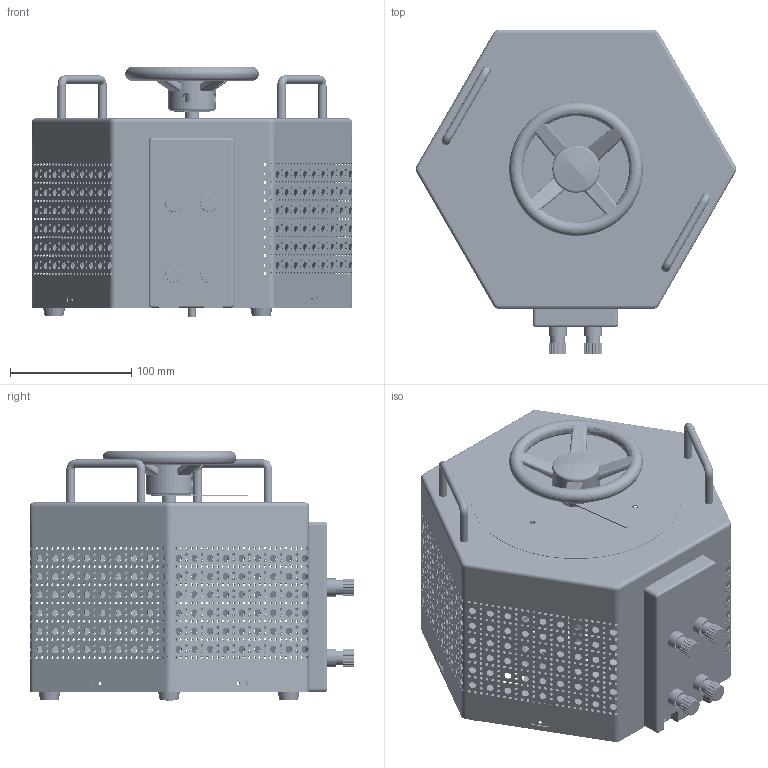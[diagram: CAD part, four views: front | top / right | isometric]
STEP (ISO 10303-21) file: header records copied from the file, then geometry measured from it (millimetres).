
FILE_DESCRIPTION (( 'STEP AP214' ), '1' );
FILE_NAME ('TDGC-3K三维图-202509.STEP', '2025-09-11T00:08:55', ( 'China' ), ( 'Home' ), 'SwSTEP 2.0', 'SolidWorks 2020', '' );
FILE_SCHEMA (( 'AUTOMOTIVE_DESIGN' ));
Length unit declared in the file: millimetre
Products named in the file (13): 諉盄簽3k窪; 諉盄簽3k綻; TDGC3KB梓齪; TDGC-1~3KZ笢粣; TDGC2-2K枑忒; 俋欶TDGC-3K; shoulunTDGC1K; TDGC2-3K砎々褐; 硌渀3k; 諉盄芠; 菁攫TD3K; TDGC-3K三维图-202509; TDGC-3K諉盄碟
Assembly tree (20 placements, depth 2):
  TDGC-3K三维图-202509
    菁攫TD3K
    俋欶TDGC-3K
    TDGC-3K諉盄碟
    TDGC2-3K砎々褐  x3
    TDGC2-2K枑忒  x2
    TDGC3KB梓齪
    TDGC-1~3KZ笢粣
    shoulunTDGC1K
    諉盄簽3k窪  x2
    諉盄簽3k綻  x2
    諉盄芠  x4
    硌渀3k
Bounding box: 263.88 x 267.3 x 206.14 mm (x, y, z)
Volume: 379376 mm3; surface area: 533119.2 mm2
Topology: 21 solids, 21 shells, 6115 faces, 17599 edges, 11681 vertices
Faces by surface type: cylinder 3843, plane 1704, bspline 453, torus 62, cone 37, sphere 16
Entity records: 255622 total; most frequent: CARTESIAN_POINT 67297, DIRECTION 33851, ORIENTED_EDGE 33830, EDGE_CURVE 16915, AXIS2_PLACEMENT_3D 12893, VERTEX_POINT 11233, EDGE_LOOP 9492, VECTOR 8065
